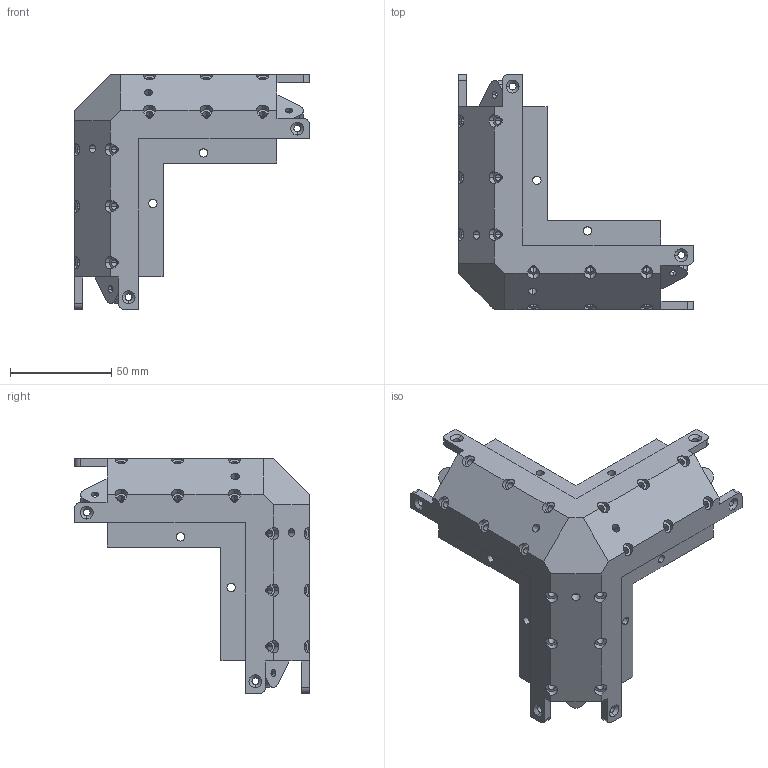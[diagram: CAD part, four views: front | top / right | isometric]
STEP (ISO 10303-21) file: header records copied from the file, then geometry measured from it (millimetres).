
FILE_DESCRIPTION (( 'STEP AP203' ), '1' );
FILE_NAME ('Teev2.STEP', '2025-09-13T23:17:35', ( '' ), ( '' ), 'SwSTEP 2.0', 'SolidWorks 2023', '' );
FILE_SCHEMA (( 'CONFIG_CONTROL_DESIGN' ));
Length unit declared in the file: millimetre
Products named in the file (1): Teev2
Bounding box: 116 x 116 x 116 mm (x, y, z)
Volume: 143346.7 mm3; surface area: 52731.7 mm2
Topology: 1 solids, 2 shells, 457 faces, 1257 edges, 810 vertices
Faces by surface type: cylinder 241, plane 162, bspline 24, cone 18, torus 12
Entity records: 15932 total; most frequent: CARTESIAN_POINT 4197, ORIENTED_EDGE 2514, DIRECTION 2427, EDGE_CURVE 1257, AXIS2_PLACEMENT_3D 902, VERTEX_POINT 810, LINE 623, VECTOR 623
